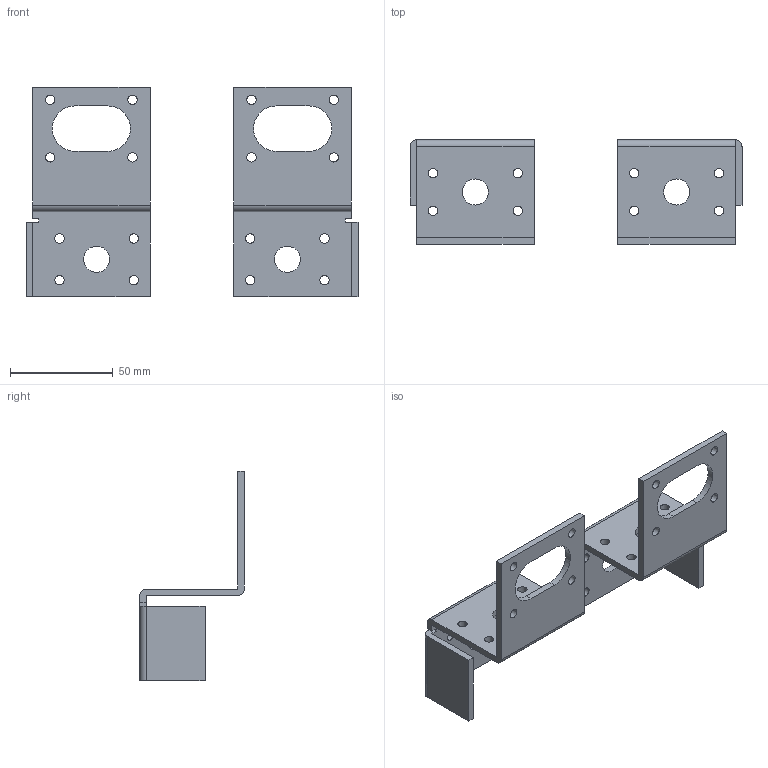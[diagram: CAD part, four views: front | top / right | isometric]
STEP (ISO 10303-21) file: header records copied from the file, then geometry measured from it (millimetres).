
FILE_DESCRIPTION((''),'1');
FILE_NAME('Mounting Bracket.stp', '2018-03-29T18:26:10',(''), (''), 'KCM Version 1.1.2206.0', 'KeyCreator', '');
FILE_SCHEMA(('AUTOMOTIVE_DESIGN'));
Length unit declared in the file: inch
Bounding box: 161.29 x 50.8 x 101.6 mm (x, y, z)
Volume: 40512.4 mm3; surface area: 55772.7 mm2
Topology: 2 solids, 2 shells, 122 faces, 398 edges, 280 vertices
Faces by surface type: cylinder 66, plane 56
Full cylindrical faces by diameter (mm): 4.5 x24, 6.024 x12, 12.7 x4, 14.224 x2
Entity records: 5457 total; most frequent: ORIENTED_EDGE 800, CARTESIAN_POINT 755, DIRECTION 730, EDGE_CURVE 400, VERTEX_POINT 282, AXIS2_PLACEMENT_3D 257, VECTOR 216, LINE 216
